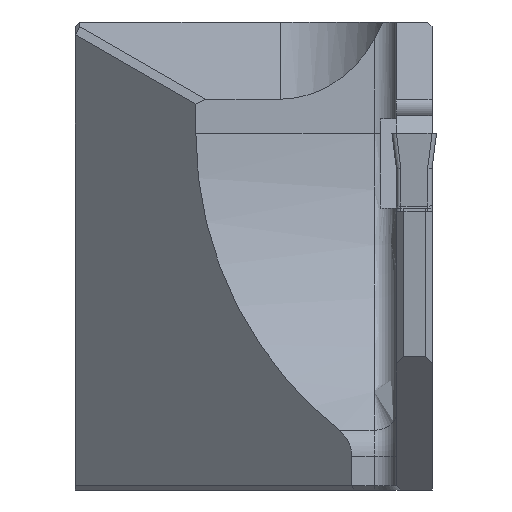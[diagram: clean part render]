
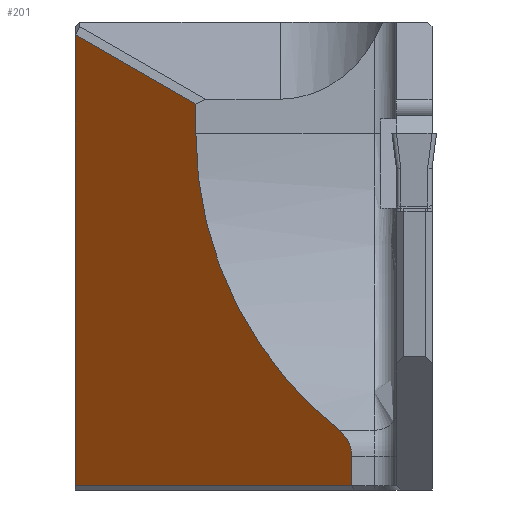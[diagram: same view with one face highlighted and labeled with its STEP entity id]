
A CAD part, left-side view. The second image highlights one B-rep face of the part: STEP entity #201.
In plain terms, the highlighted planar face has unit normal (-0.707, 0.707, 0).
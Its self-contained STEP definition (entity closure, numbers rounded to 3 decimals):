
#108=ELLIPSE('',#1532,2.121,1.5);
#111=ELLIPSE('',#1549,24.042,17.);
#201=ADVANCED_FACE('',(#331),#254,.F.);
#254=PLANE('',#1562);
#331=FACE_OUTER_BOUND('',#411,.T.);
#411=EDGE_LOOP('',(#747,#748,#749,#750,#751,#752,#753,#754));
#747=ORIENTED_EDGE('',*,*,#1063,.F.);
#748=ORIENTED_EDGE('',*,*,#1145,.T.);
#749=ORIENTED_EDGE('',*,*,#1095,.F.);
#750=ORIENTED_EDGE('',*,*,#1100,.F.);
#751=ORIENTED_EDGE('',*,*,#1134,.F.);
#752=ORIENTED_EDGE('',*,*,#1130,.F.);
#753=ORIENTED_EDGE('',*,*,#1146,.T.);
#754=ORIENTED_EDGE('',*,*,#1147,.T.);
#898=VERTEX_POINT('',#2331);
#899=VERTEX_POINT('',#2333);
#930=VERTEX_POINT('',#2400);
#931=VERTEX_POINT('',#2401);
#935=VERTEX_POINT('',#2410);
#952=VERTEX_POINT('',#2467);
#953=VERTEX_POINT('',#2469);
#959=VERTEX_POINT('',#2512);
#1063=EDGE_CURVE('',#898,#899,#1230,.T.);
#1095=EDGE_CURVE('',#930,#931,#1256,.T.);
#1100=EDGE_CURVE('',#935,#930,#108,.T.);
#1130=EDGE_CURVE('',#952,#953,#1286,.T.);
#1134=EDGE_CURVE('',#953,#935,#111,.T.);
#1145=EDGE_CURVE('',#898,#931,#1290,.T.);
#1146=EDGE_CURVE('',#952,#959,#1291,.T.);
#1147=EDGE_CURVE('',#959,#899,#1292,.T.);
#1230=LINE('',#2332,#1375);
#1256=LINE('',#2399,#1401);
#1286=LINE('',#2468,#1431);
#1290=LINE('',#2510,#1435);
#1291=LINE('',#2511,#1436);
#1292=LINE('',#2513,#1437);
#1375=VECTOR('',#1775,1.);
#1401=VECTOR('',#1821,1.);
#1431=VECTOR('',#1883,1.);
#1435=VECTOR('',#1917,1.);
#1436=VECTOR('',#1918,1.);
#1437=VECTOR('',#1919,1.);
#1532=AXIS2_PLACEMENT_3D('',#2411,#1828,#1829);
#1549=AXIS2_PLACEMENT_3D('',#2476,#1890,#1891);
#1562=AXIS2_PLACEMENT_3D('',#2514,#1920,#1921);
#1775=DIRECTION('',(0.,0.,1.));
#1821=DIRECTION('',(0.,0.,-1.));
#1828=DIRECTION('',(0.707,-0.707,0.));
#1829=DIRECTION('',(-0.707,-0.707,0.));
#1883=DIRECTION('',(0.,0.,-1.));
#1890=DIRECTION('',(-0.707,0.707,0.));
#1891=DIRECTION('',(-0.707,-0.707,0.));
#1917=DIRECTION('',(-0.707,-0.707,0.));
#1918=DIRECTION('',(0.655,0.655,0.378));
#1919=DIRECTION('',(0.655,0.655,-0.378));
#1920=DIRECTION('',(0.707,-0.707,0.));
#1921=DIRECTION('',(0.707,0.707,0.));
#2331=CARTESIAN_POINT('',(22.4,16.,-15.8));
#2332=CARTESIAN_POINT('',(22.4,16.,30.));
#2333=CARTESIAN_POINT('',(22.4,16.,4.423));
#2399=CARTESIAN_POINT('',(10.,3.6,30.));
#2400=CARTESIAN_POINT('',(10.,3.6,-14.491));
#2401=CARTESIAN_POINT('',(10.,3.6,-15.8));
#2410=CARTESIAN_POINT('',(10.568,4.168,-13.316));
#2411=CARTESIAN_POINT('',(11.5,5.1,-14.491));
#2467=CARTESIAN_POINT('',(17.,10.6,1.32));
#2468=CARTESIAN_POINT('',(17.,10.6,30.));
#2469=CARTESIAN_POINT('',(17.,10.6,0.));
#2476=CARTESIAN_POINT('',(0.,-6.4,0.));
#2510=CARTESIAN_POINT('',(22.4,16.,-15.8));
#2511=CARTESIAN_POINT('',(28.725,22.325,8.089));
#2512=CARTESIAN_POINT('',(22.387,15.987,4.43));
#2513=CARTESIAN_POINT('',(29.803,23.403,0.149));
#2514=CARTESIAN_POINT('',(22.4,16.,30.));
